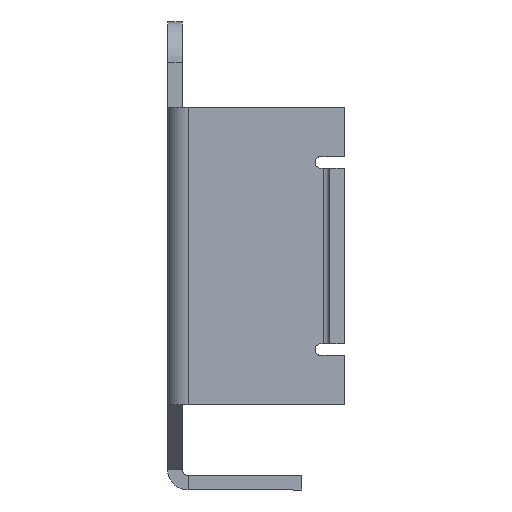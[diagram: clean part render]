
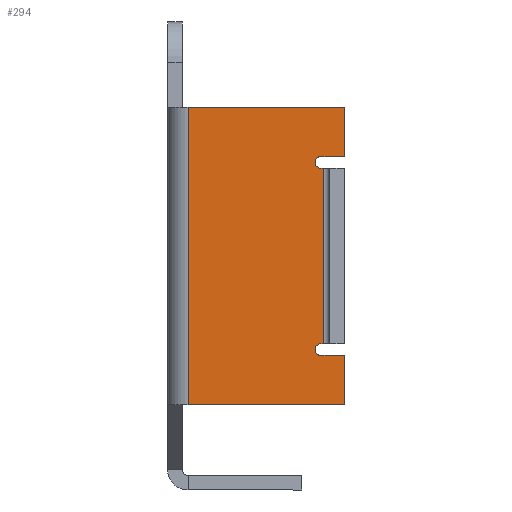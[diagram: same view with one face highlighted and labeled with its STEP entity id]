
A CAD part, left-side view. The second image highlights one B-rep face of the part: STEP entity #294.
In plain terms, the highlighted face is planar.
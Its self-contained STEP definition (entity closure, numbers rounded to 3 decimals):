
#15 = FACE_OUTER_BOUND ( 'NONE', #951, .T. ) ;
#28 = VERTEX_POINT ( 'NONE', #1091 ) ;
#58 = LINE ( 'NONE', #3162, #329 ) ;
#97 = DIRECTION ( 'NONE',  ( 0., 0., -1. ) ) ;
#109 = CIRCLE ( 'NONE', #3295, 0.1 ) ;
#117 = VECTOR ( 'NONE', #205, 1000. ) ;
#196 = DIRECTION ( 'NONE',  ( 0., 1., 0. ) ) ;
#205 = DIRECTION ( 'NONE',  ( 0., -1., 0. ) ) ;
#238 = ORIENTED_EDGE ( 'NONE', *, *, #1855, .F. ) ;
#294 = ADVANCED_FACE ( 'NONE', ( #15 ), #3385, .F. ) ;
#305 = EDGE_CURVE ( 'NONE', #914, #1862, #2132, .T. ) ;
#329 = VECTOR ( 'NONE', #604, 1000. ) ;
#370 = VECTOR ( 'NONE', #2447, 1000. ) ;
#394 = CIRCLE ( 'NONE', #2314, 0.1 ) ;
#427 = CARTESIAN_POINT ( 'NONE',  ( 4., 0., 2.54 ) ) ;
#434 = EDGE_CURVE ( 'NONE', #571, #1042, #1925, .T. ) ;
#453 = AXIS2_PLACEMENT_3D ( 'NONE', #1805, #2857, #2827 ) ;
#464 = LINE ( 'NONE', #1511, #117 ) ;
#502 = CARTESIAN_POINT ( 'NONE',  ( 4., 0.4, -1.7 ) ) ;
#518 = CARTESIAN_POINT ( 'NONE',  ( 4., 0.4, 1.5 ) ) ;
#571 = VERTEX_POINT ( 'NONE', #1762 ) ;
#574 = CARTESIAN_POINT ( 'NONE',  ( 4., 0., 0. ) ) ;
#604 = DIRECTION ( 'NONE',  ( 0., 0., 1. ) ) ;
#689 = CARTESIAN_POINT ( 'NONE',  ( 4., 0., -1.7 ) ) ;
#750 = ORIENTED_EDGE ( 'NONE', *, *, #1897, .F. ) ;
#802 = EDGE_CURVE ( 'NONE', #804, #571, #2419, .T. ) ;
#804 = VERTEX_POINT ( 'NONE', #1149 ) ;
#829 = VECTOR ( 'NONE', #2115, 1000. ) ;
#843 = EDGE_CURVE ( 'NONE', #1186, #1829, #1375, .T. ) ;
#852 = VECTOR ( 'NONE', #97, 1000. ) ;
#864 = CARTESIAN_POINT ( 'NONE',  ( 4., 0.4, -1.5 ) ) ;
#868 = CARTESIAN_POINT ( 'NONE',  ( 4., 0.35, -1.5 ) ) ;
#902 = DIRECTION ( 'NONE',  ( 0., -1., 0. ) ) ;
#914 = VERTEX_POINT ( 'NONE', #689 ) ;
#936 = CARTESIAN_POINT ( 'NONE',  ( 4., 0.4, -1.5 ) ) ;
#951 = EDGE_LOOP ( 'NONE', ( #2602, #1346, #2690, #2650, #1576, #3232, #3334, #3074, #3032, #238, #750, #3027, #2313, #1885 ) ) ;
#1042 = VERTEX_POINT ( 'NONE', #2220 ) ;
#1058 = AXIS2_PLACEMENT_3D ( 'NONE', #2726, #2194, #902 ) ;
#1071 = DIRECTION ( 'NONE',  ( 0., 1., 0. ) ) ;
#1091 = CARTESIAN_POINT ( 'NONE',  ( 4., 0.5, -1.6 ) ) ;
#1102 = VECTOR ( 'NONE', #196, 1000. ) ;
#1105 = DIRECTION ( 'NONE',  ( 0., 0., 1. ) ) ;
#1130 = VERTEX_POINT ( 'NONE', #1353 ) ;
#1149 = CARTESIAN_POINT ( 'NONE',  ( 4., 2.67, 2.54 ) ) ;
#1175 = CARTESIAN_POINT ( 'NONE',  ( 4., 0.4, 1.7 ) ) ;
#1186 = VERTEX_POINT ( 'NONE', #518 ) ;
#1201 = EDGE_CURVE ( 'NONE', #2398, #804, #3153, .T. ) ;
#1245 = AXIS2_PLACEMENT_3D ( 'NONE', #574, #1617, #2898 ) ;
#1255 = LINE ( 'NONE', #2815, #1102 ) ;
#1268 = VERTEX_POINT ( 'NONE', #864 ) ;
#1328 = VERTEX_POINT ( 'NONE', #1175 ) ;
#1346 = ORIENTED_EDGE ( 'NONE', *, *, #1614, .F. ) ;
#1353 = CARTESIAN_POINT ( 'NONE',  ( 4., 0.35, 1.5 ) ) ;
#1375 = CIRCLE ( 'NONE', #1058, 0.1 ) ;
#1383 = VERTEX_POINT ( 'NONE', #3207 ) ;
#1479 = EDGE_CURVE ( 'NONE', #1268, #2340, #1835, .T. ) ;
#1511 = CARTESIAN_POINT ( 'NONE',  ( 4., 0.4, 1.7 ) ) ;
#1538 = EDGE_CURVE ( 'NONE', #1862, #28, #109, .T. ) ;
#1576 = ORIENTED_EDGE ( 'NONE', *, *, #1201, .F. ) ;
#1578 = DIRECTION ( 'NONE',  ( 1., 0., 0. ) ) ;
#1596 = VECTOR ( 'NONE', #2892, 1000. ) ;
#1614 = EDGE_CURVE ( 'NONE', #1042, #914, #58, .T. ) ;
#1617 = DIRECTION ( 'NONE',  ( -1., 0., 0. ) ) ;
#1652 = VECTOR ( 'NONE', #1071, 1000. ) ;
#1663 = VECTOR ( 'NONE', #1105, 1000. ) ;
#1762 = CARTESIAN_POINT ( 'NONE',  ( 4., 2.67, -2.54 ) ) ;
#1805 = CARTESIAN_POINT ( 'NONE',  ( 4., 0.4, -1.6 ) ) ;
#1824 = LINE ( 'NONE', #3172, #1663 ) ;
#1829 = VERTEX_POINT ( 'NONE', #2041 ) ;
#1835 = LINE ( 'NONE', #936, #1596 ) ;
#1836 = DIRECTION ( 'NONE',  ( 0., -1., 0. ) ) ;
#1855 = EDGE_CURVE ( 'NONE', #1130, #1186, #1255, .T. ) ;
#1862 = VERTEX_POINT ( 'NONE', #502 ) ;
#1885 = ORIENTED_EDGE ( 'NONE', *, *, #1538, .F. ) ;
#1897 = EDGE_CURVE ( 'NONE', #2340, #1130, #2413, .T. ) ;
#1906 = CARTESIAN_POINT ( 'NONE',  ( 4., 0.4, -1.6 ) ) ;
#1925 = LINE ( 'NONE', #3222, #370 ) ;
#1935 = CIRCLE ( 'NONE', #453, 0.1 ) ;
#2041 = CARTESIAN_POINT ( 'NONE',  ( 4., 0.5, 1.6 ) ) ;
#2081 = EDGE_CURVE ( 'NONE', #28, #1268, #1935, .T. ) ;
#2115 = DIRECTION ( 'NONE',  ( 0., 1., 0. ) ) ;
#2132 = LINE ( 'NONE', #3168, #829 ) ;
#2149 = EDGE_CURVE ( 'NONE', #1383, #2398, #1824, .T. ) ;
#2194 = DIRECTION ( 'NONE',  ( 1., 0., 0. ) ) ;
#2220 = CARTESIAN_POINT ( 'NONE',  ( 4., 0., -2.54 ) ) ;
#2313 = ORIENTED_EDGE ( 'NONE', *, *, #2081, .F. ) ;
#2314 = AXIS2_PLACEMENT_3D ( 'NONE', #2610, #1578, #1836 ) ;
#2340 = VERTEX_POINT ( 'NONE', #2983 ) ;
#2361 = DIRECTION ( 'NONE',  ( 1., 0., 0. ) ) ;
#2398 = VERTEX_POINT ( 'NONE', #427 ) ;
#2413 = LINE ( 'NONE', #868, #3041 ) ;
#2419 = LINE ( 'NONE', #2994, #852 ) ;
#2447 = DIRECTION ( 'NONE',  ( 0., -1., 0. ) ) ;
#2499 = EDGE_CURVE ( 'NONE', #1328, #1383, #464, .T. ) ;
#2602 = ORIENTED_EDGE ( 'NONE', *, *, #305, .F. ) ;
#2610 = CARTESIAN_POINT ( 'NONE',  ( 4., 0.4, 1.6 ) ) ;
#2650 = ORIENTED_EDGE ( 'NONE', *, *, #802, .F. ) ;
#2671 = CARTESIAN_POINT ( 'NONE',  ( 4., 0., 2.54 ) ) ;
#2690 = ORIENTED_EDGE ( 'NONE', *, *, #434, .F. ) ;
#2726 = CARTESIAN_POINT ( 'NONE',  ( 4., 0.4, 1.6 ) ) ;
#2815 = CARTESIAN_POINT ( 'NONE',  ( 4., 0.35, 1.5 ) ) ;
#2827 = DIRECTION ( 'NONE',  ( 0., -1., 0. ) ) ;
#2857 = DIRECTION ( 'NONE',  ( 1., 0., 0. ) ) ;
#2892 = DIRECTION ( 'NONE',  ( 0., -1., 0. ) ) ;
#2898 = DIRECTION ( 'NONE',  ( 0., 1., 0. ) ) ;
#2906 = DIRECTION ( 'NONE',  ( 0., -1., 0. ) ) ;
#2965 = EDGE_CURVE ( 'NONE', #1829, #1328, #394, .T. ) ;
#2983 = CARTESIAN_POINT ( 'NONE',  ( 4., 0.35, -1.5 ) ) ;
#2994 = CARTESIAN_POINT ( 'NONE',  ( 4., 2.67, -2.54 ) ) ;
#3027 = ORIENTED_EDGE ( 'NONE', *, *, #1479, .F. ) ;
#3032 = ORIENTED_EDGE ( 'NONE', *, *, #843, .F. ) ;
#3041 = VECTOR ( 'NONE', #3176, 1000. ) ;
#3074 = ORIENTED_EDGE ( 'NONE', *, *, #2965, .F. ) ;
#3153 = LINE ( 'NONE', #2671, #1652 ) ;
#3162 = CARTESIAN_POINT ( 'NONE',  ( 4., 0., -2.54 ) ) ;
#3168 = CARTESIAN_POINT ( 'NONE',  ( 4., 0., -1.7 ) ) ;
#3172 = CARTESIAN_POINT ( 'NONE',  ( 4., 0., -2.54 ) ) ;
#3176 = DIRECTION ( 'NONE',  ( 0., 0., 1. ) ) ;
#3207 = CARTESIAN_POINT ( 'NONE',  ( 4., 0., 1.7 ) ) ;
#3222 = CARTESIAN_POINT ( 'NONE',  ( 4., 2.77, -2.54 ) ) ;
#3232 = ORIENTED_EDGE ( 'NONE', *, *, #2149, .F. ) ;
#3295 = AXIS2_PLACEMENT_3D ( 'NONE', #1906, #2361, #2906 ) ;
#3334 = ORIENTED_EDGE ( 'NONE', *, *, #2499, .F. ) ;
#3385 = PLANE ( 'NONE',  #1245 ) ;
